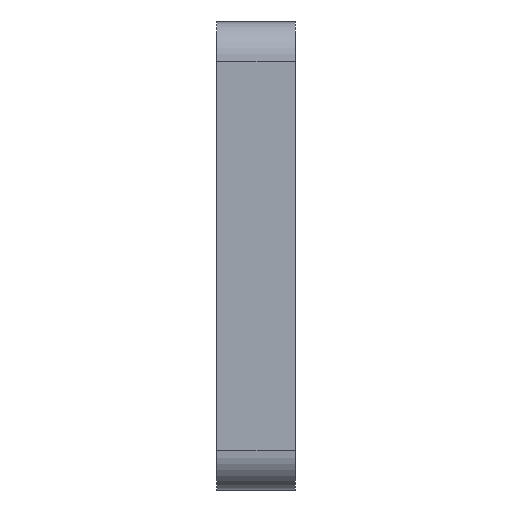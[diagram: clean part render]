
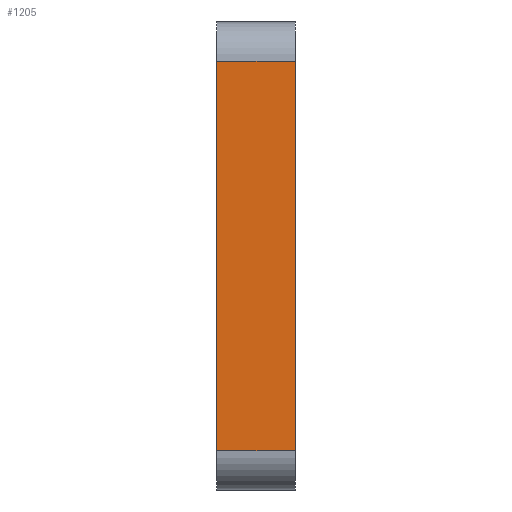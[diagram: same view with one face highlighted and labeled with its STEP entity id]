
A CAD part, left-side view. The second image highlights one B-rep face of the part: STEP entity #1205.
In plain terms, the highlighted planar face has unit normal (-1, 0, 0).
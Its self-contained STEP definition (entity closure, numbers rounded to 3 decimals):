
#331=CARTESIAN_POINT('',(-200.75,-3.0,149.5));
#332=VERTEX_POINT('',#331);
#340=CARTESIAN_POINT('',(-200.75,-3.0,-149.5));
#341=VERTEX_POINT('',#340);
#342=CARTESIAN_POINT('',(-200.75,-3.0,149.5));
#343=DIRECTION('',(0.0,0.0,-1.0));
#344=VECTOR('',#343,299.);
#345=LINE('',#342,#344);
#346=EDGE_CURVE('',#332,#341,#345,.T.);
#858=CARTESIAN_POINT('',(-200.75,57.0,-149.5));
#859=VERTEX_POINT('',#858);
#867=CARTESIAN_POINT('',(-200.75,57.0,149.5));
#868=VERTEX_POINT('',#867);
#869=CARTESIAN_POINT('',(-200.75,57.0,-149.5));
#870=DIRECTION('',(0.0,0.0,1.0));
#871=VECTOR('',#870,299.);
#872=LINE('',#869,#871);
#873=EDGE_CURVE('',#859,#868,#872,.T.);
#1180=CARTESIAN_POINT('',(-200.75,-3.0,-149.5));
#1181=DIRECTION('',(0.0,1.0,0.0));
#1182=VECTOR('',#1181,60.0);
#1183=LINE('',#1180,#1182);
#1184=EDGE_CURVE('',#341,#859,#1183,.T.);
#1189=CARTESIAN_POINT('',(-200.75,0.0,-179.5));
#1190=DIRECTION('',(-1.0,0.0,0.0));
#1191=DIRECTION('',(0.0,0.0,1.0));
#1192=AXIS2_PLACEMENT_3D('',#1189,#1190,#1191);
#1193=PLANE('',#1192);
#1194=ORIENTED_EDGE('',*,*,#1184,.F.);
#1195=ORIENTED_EDGE('',*,*,#346,.F.);
#1196=CARTESIAN_POINT('',(-200.75,57.0,149.5));
#1197=DIRECTION('',(0.0,-1.0,0.0));
#1198=VECTOR('',#1197,60.0);
#1199=LINE('',#1196,#1198);
#1200=EDGE_CURVE('',#868,#332,#1199,.T.);
#1201=ORIENTED_EDGE('',*,*,#1200,.F.);
#1202=ORIENTED_EDGE('',*,*,#873,.F.);
#1203=EDGE_LOOP('',(#1194,#1195,#1201,#1202));
#1204=FACE_OUTER_BOUND('',#1203,.T.);
#1205=ADVANCED_FACE('',(#1204),#1193,.T.);
